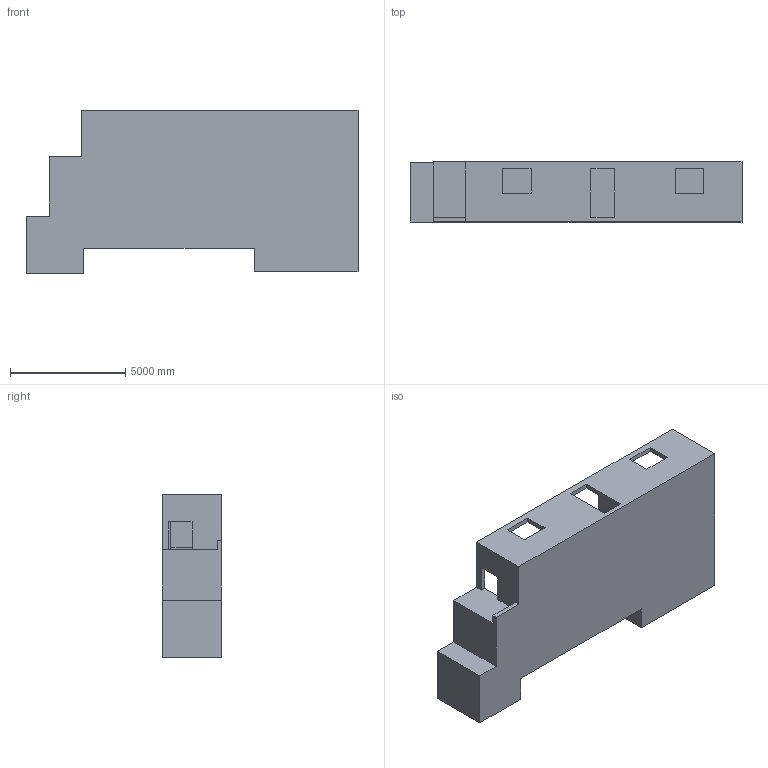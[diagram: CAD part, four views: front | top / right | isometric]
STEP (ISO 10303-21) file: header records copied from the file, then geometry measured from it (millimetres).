
FILE_DESCRIPTION(/* description */ (''),/* implementation_level */ '2;1');
FILE_NAME(/* name */ 'Home walls.stp',/* time_stamp */ '2015-03-25T15:26:10+02:00',/* author */ ('Dimitris'),/* organization */ (''),/* preprocessor_version */ 'ST-DEVELOPER v15.2',/* originating_system */ 'Autodesk Inventor 2014',/* authorisation */ '');
FILE_SCHEMA (('AUTOMOTIVE_DESIGN { 1 0 10303 214 3 1 1 }'));
Length unit declared in the file: centimetre
Products named in the file (1): Home walls
Bounding box: 14400 x 2600 x 7100 mm (x, y, z)
Volume: 41112000000 mm3; surface area: 457970000 mm2
Topology: 1 solids, 1 shells, 89 faces, 279 edges, 186 vertices
Faces by surface type: plane 89
Entity records: 3102 total; most frequent: ORIENTED_EDGE 558, CARTESIAN_POINT 555, DIRECTION 459, LINE 279, VECTOR 279, EDGE_CURVE 279, VERTEX_POINT 186, EDGE_LOOP 103
